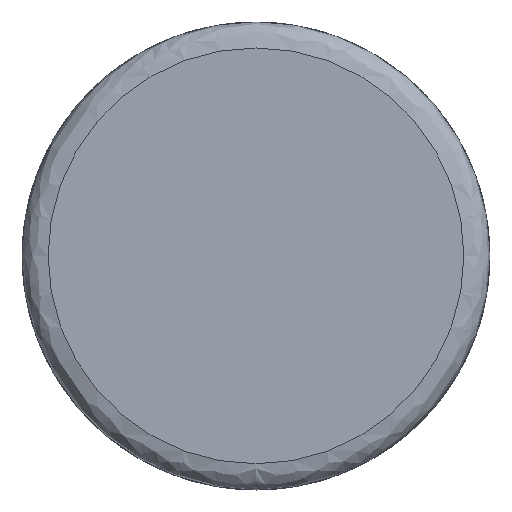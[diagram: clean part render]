
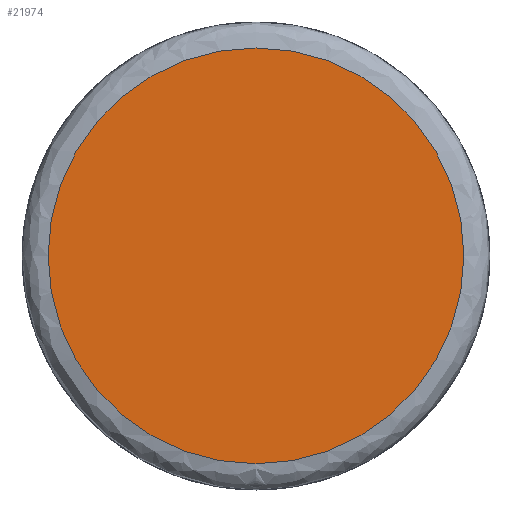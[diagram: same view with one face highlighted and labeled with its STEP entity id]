
A CAD part, top view. The second image highlights one B-rep face of the part: STEP entity #21974.
In plain terms, the highlighted planar face has unit normal (0, 0, 1).
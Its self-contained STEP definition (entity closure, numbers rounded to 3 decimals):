
#21958=CARTESIAN_POINT('',(0.,0.,60.999));
#21959=DIRECTION('',(0.,0.,1.));
#21960=DIRECTION('',(-0.,1.,-0.));
#21961=AXIS2_PLACEMENT_3D('',#21958,#21959,#21960);
#21962=PLANE('',#21961);
#21963=CARTESIAN_POINT('',(-0.,-9.6,60.999));
#21964=VERTEX_POINT('',#21963);
#21965=CARTESIAN_POINT('',(0.,0.,60.999));
#21966=DIRECTION('',(0.,0.,1.));
#21967=DIRECTION('',(0.,-1.,0.));
#21968=AXIS2_PLACEMENT_3D('',#21965,#21966,#21967);
#21969=CIRCLE('',#21968,9.6);
#21970=EDGE_CURVE('',#21964,#21964,#21969,.T.);
#21971=ORIENTED_EDGE('',*,*,#21970,.T.);
#21972=EDGE_LOOP('',(#21971));
#21973=FACE_BOUND('',#21972,.T.);
#21974=ADVANCED_FACE('',(#21973),#21962,.T.);
